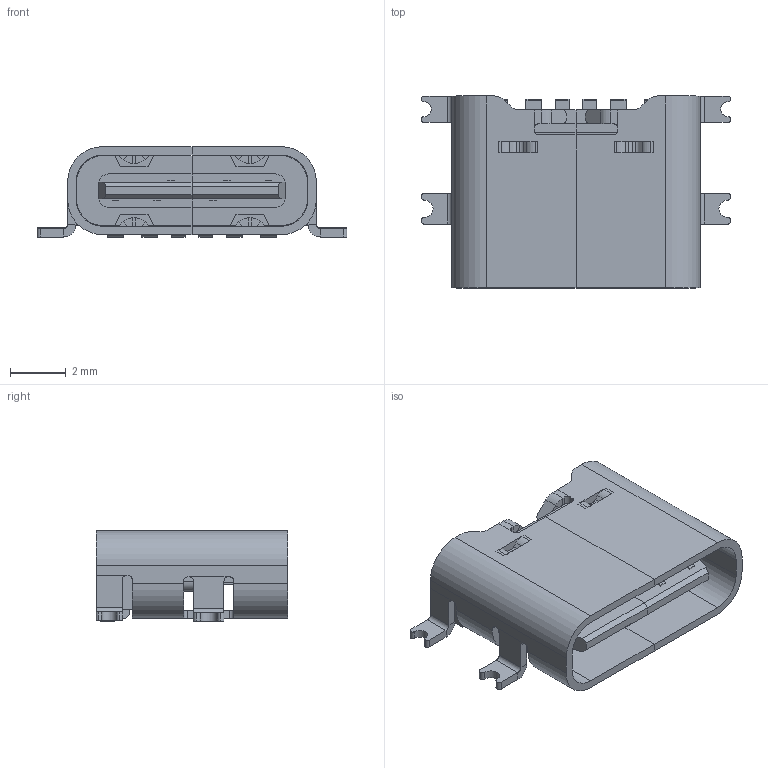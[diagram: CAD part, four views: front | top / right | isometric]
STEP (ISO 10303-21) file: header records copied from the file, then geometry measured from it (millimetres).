
FILE_DESCRIPTION(('FreeCAD Model'),'2;1');
FILE_NAME('Open CASCADE Shape Model','2022-11-28T13:36:11',( 'kicad StepUp'),('ksu MCAD'),'Open CASCADE STEP processor 7.6', 'FreeCAD','Unknown');
FILE_SCHEMA(('AUTOMOTIVE_DESIGN { 1 0 10303 214 1 1 1 1 }'));
Length unit declared in the file: millimetre
Products named in the file (1): USB_C_Receptacle_6P_TopMnt_Horizontal_GCT_USB4135-GF-A
Bounding box: 11.14 x 6.9 x 3.26 mm (x, y, z)
Volume: 96.4 mm3; surface area: 482.8 mm2
Topology: 16 solids, 16 shells, 556 faces, 1388 edges, 860 vertices
Faces by surface type: plane 422, cylinder 134
Entity records: 20280 total; most frequent: CARTESIAN_POINT 2805, ORIENTED_EDGE 2792, DIRECTION 2776, EDGE_CURVE 1388, LINE 1114, VECTOR 1114, VERTEX_POINT 860, AXIS2_PLACEMENT_3D 831
